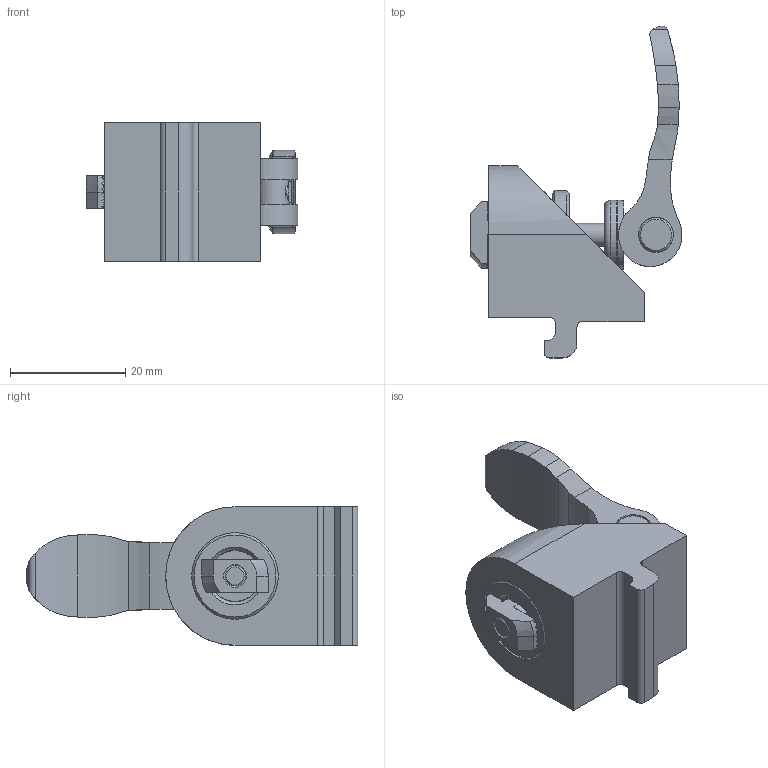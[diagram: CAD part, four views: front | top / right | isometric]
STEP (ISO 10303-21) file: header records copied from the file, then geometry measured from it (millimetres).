
FILE_DESCRIPTION( ( 'STEP AP214' ), '1' );
FILE_NAME( 'K1049.0615.stp', '2020-12-10T09:27:40', ( '' ), ( '' ), ' ', 'PARTsolutions', ' ' );
FILE_SCHEMA( ( 'AUTOMOTIVE_DESIGN { 1 0 10303 214 1 1 1 1 }' ) );
Length unit declared in the file: millimetre
Products named in the file (10): K1049.0615; _K1049_klemmwinkel15; _K0754_mutterC34; _K0754_bolzen315.4; _K0754_hammermutter3; _K0754_stiftschraube35; _exzentergriff_9; _k0754_achsbolzen3; _scheibe_9; _druckscheibe_9
Assembly tree (9 placements, depth 2):
  K1049.0615
    _K1049_klemmwinkel15
    _K0754_mutterC34
    _K0754_bolzen315.4
    _K0754_hammermutter3
    _K0754_stiftschraube35
    _exzentergriff_9
    _k0754_achsbolzen3
    _scheibe_9
    _druckscheibe_9
Bounding box: 36.68 x 57.5 x 24 mm (x, y, z)
Volume: 11861 mm3; surface area: 9295.2 mm2
Topology: 9 solids, 9 shells, 169 faces, 420 edges, 271 vertices
Faces by surface type: plane 74, cylinder 66, cone 23, torus 6
Full cylindrical faces by diameter (mm): 3.242 x2, 4 x1, 4.3 x2, 6 x2, 6.1 x2, 8.4 x1, 8.917 x1, 10 x1, 11 x2, 12 x1, 15 x2, 15.4 x2
Entity records: 6688 total; most frequent: CARTESIAN_POINT 1327, DIRECTION 806, ORIENTED_EDGE 744, EDGE_CURVE 372, AXIS2_PLACEMENT_3D 318, VERTEX_POINT 265, EDGE_LOOP 227, FACE_OUTER_BOUND 192
